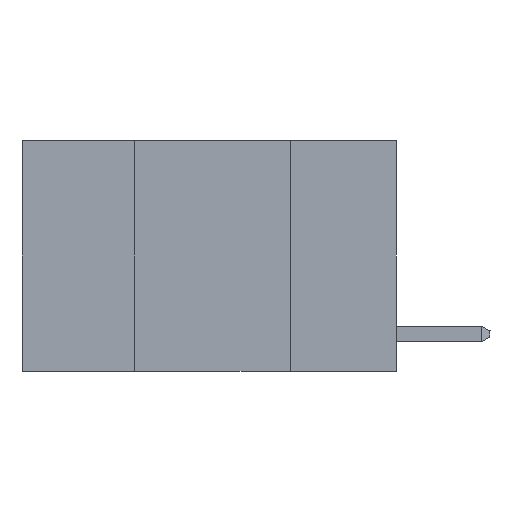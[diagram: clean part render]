
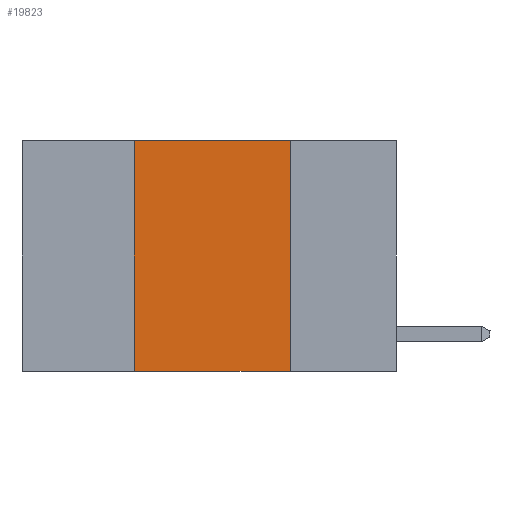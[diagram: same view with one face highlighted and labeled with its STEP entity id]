
A CAD part, left-side view. The second image highlights one B-rep face of the part: STEP entity #19823.
In plain terms, the highlighted planar face has unit normal (-1, 0, 0).
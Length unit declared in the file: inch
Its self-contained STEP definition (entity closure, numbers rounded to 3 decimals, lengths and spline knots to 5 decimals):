
#999 = EDGE_CURVE ( 'NONE', #22735, #6683, #6479, .T. ) ;
#1753 = DIRECTION ( 'NONE',  ( 0., 0., -1. ) ) ;
#2350 = FACE_OUTER_BOUND ( 'NONE', #17009, .T. ) ;
#2548 = LINE ( 'NONE', #12620, #26293 ) ;
#4046 = VERTEX_POINT ( 'NONE', #25673 ) ;
#5797 = LINE ( 'NONE', #26664, #22866 ) ;
#6082 = CARTESIAN_POINT ( 'NONE',  ( 0., 0.6, 0. ) ) ;
#6479 = LINE ( 'NONE', #7847, #23211 ) ;
#6683 = VERTEX_POINT ( 'NONE', #8800 ) ;
#7847 = CARTESIAN_POINT ( 'NONE',  ( 0., 0.6, 0. ) ) ;
#8513 = CARTESIAN_POINT ( 'NONE',  ( 0., 0.42, 0. ) ) ;
#8641 = ORIENTED_EDGE ( 'NONE', *, *, #999, .F. ) ;
#8728 = VECTOR ( 'NONE', #19117, 39.37008 ) ;
#8800 = CARTESIAN_POINT ( 'NONE',  ( 0., 0.17, 0. ) ) ;
#10608 = DIRECTION ( 'NONE',  ( 0., 0., -1. ) ) ;
#11492 = ORIENTED_EDGE ( 'NONE', *, *, #16739, .F. ) ;
#12137 = ORIENTED_EDGE ( 'NONE', *, *, #12767, .F. ) ;
#12592 = AXIS2_PLACEMENT_3D ( 'NONE', #6082, #17221, #10608 ) ;
#12620 = CARTESIAN_POINT ( 'NONE',  ( 0., 0.17, 0. ) ) ;
#12767 = EDGE_CURVE ( 'NONE', #18597, #22735, #13471, .T. ) ;
#13471 = LINE ( 'NONE', #8513, #8728 ) ;
#13999 = DIRECTION ( 'NONE',  ( 0., -1., 0. ) ) ;
#16125 = CARTESIAN_POINT ( 'NONE',  ( 0., 0.42, -0.37 ) ) ;
#16739 = EDGE_CURVE ( 'NONE', #6683, #4046, #2548, .T. ) ;
#17009 = EDGE_LOOP ( 'NONE', ( #11492, #8641, #12137, #23039 ) ) ;
#17221 = DIRECTION ( 'NONE',  ( 1., 0., 0. ) ) ;
#17524 = EDGE_CURVE ( 'NONE', #18597, #4046, #5797, .T. ) ;
#17806 = CARTESIAN_POINT ( 'NONE',  ( 0., 0.42, 0. ) ) ;
#18597 = VERTEX_POINT ( 'NONE', #16125 ) ;
#19117 = DIRECTION ( 'NONE',  ( 0., 0., 1. ) ) ;
#19823 = ADVANCED_FACE ( 'NONE', ( #2350 ), #23600, .F. ) ;
#22735 = VERTEX_POINT ( 'NONE', #17806 ) ;
#22866 = VECTOR ( 'NONE', #13999, 39.37008 ) ;
#23039 = ORIENTED_EDGE ( 'NONE', *, *, #17524, .T. ) ;
#23211 = VECTOR ( 'NONE', #25072, 39.37008 ) ;
#23600 = PLANE ( 'NONE',  #12592 ) ;
#25072 = DIRECTION ( 'NONE',  ( 0., -1., 0. ) ) ;
#25673 = CARTESIAN_POINT ( 'NONE',  ( 0., 0.17, -0.37 ) ) ;
#26293 = VECTOR ( 'NONE', #1753, 39.37008 ) ;
#26664 = CARTESIAN_POINT ( 'NONE',  ( 0., 0.6, -0.37 ) ) ;
